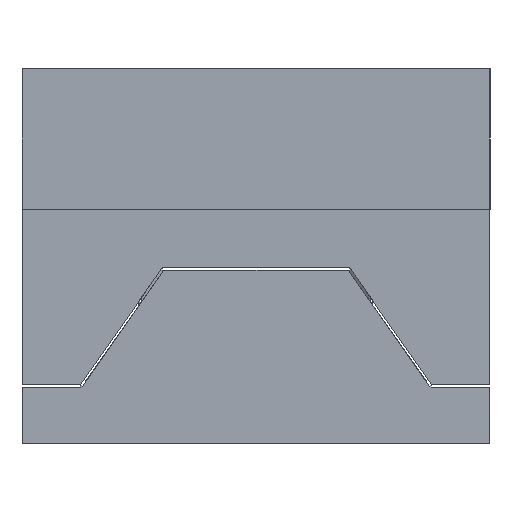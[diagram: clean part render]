
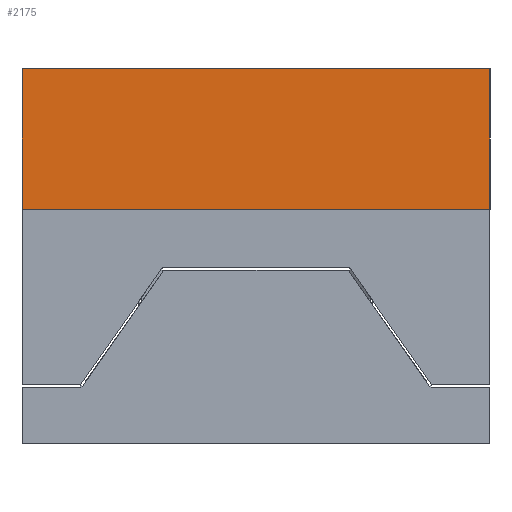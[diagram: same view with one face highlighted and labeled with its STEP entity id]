
A CAD part, left-side view. The second image highlights one B-rep face of the part: STEP entity #2175.
In plain terms, the highlighted planar face has unit normal (-1, 0, 0).
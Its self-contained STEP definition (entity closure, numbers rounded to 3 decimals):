
#95=PLANE('',#2312);
#203=FACE_OUTER_BOUND('',#323,.T.);
#323=EDGE_LOOP('',(#1815,#1816,#1817,#1818));
#544=LINE('',#3260,#835);
#547=LINE('',#3267,#838);
#548=LINE('',#3268,#839);
#549=LINE('',#3269,#840);
#835=VECTOR('',#2666,10.);
#838=VECTOR('',#2671,10.);
#839=VECTOR('',#2672,10.);
#840=VECTOR('',#2673,10.);
#1096=VERTEX_POINT('',#3257);
#1097=VERTEX_POINT('',#3259);
#1099=VERTEX_POINT('',#3265);
#1100=VERTEX_POINT('',#3266);
#1352=EDGE_CURVE('',#1096,#1097,#544,.T.);
#1355=EDGE_CURVE('',#1099,#1100,#547,.T.);
#1356=EDGE_CURVE('',#1099,#1097,#548,.T.);
#1357=EDGE_CURVE('',#1100,#1096,#549,.T.);
#1815=ORIENTED_EDGE('',*,*,#1355,.F.);
#1816=ORIENTED_EDGE('',*,*,#1356,.T.);
#1817=ORIENTED_EDGE('',*,*,#1352,.F.);
#1818=ORIENTED_EDGE('',*,*,#1357,.F.);
#2175=ADVANCED_FACE('',(#203),#95,.T.);
#2312=AXIS2_PLACEMENT_3D('',#3264,#2669,#2670);
#2666=DIRECTION('',(0.,-1.,0.));
#2669=DIRECTION('center_axis',(-1.,0.,0.));
#2670=DIRECTION('ref_axis',(0.,-1.,0.));
#2671=DIRECTION('',(0.,1.,0.));
#2672=DIRECTION('',(0.,0.,1.));
#2673=DIRECTION('',(0.,0.,1.));
#3257=CARTESIAN_POINT('',(-25.05,50.,16.));
#3259=CARTESIAN_POINT('',(-25.05,30.,16.));
#3260=CARTESIAN_POINT('',(-25.05,30.,16.));
#3264=CARTESIAN_POINT('Origin',(-25.05,50.,10.));
#3265=CARTESIAN_POINT('',(-25.05,30.,10.));
#3266=CARTESIAN_POINT('',(-25.05,50.,10.));
#3267=CARTESIAN_POINT('',(-25.05,45.,10.));
#3268=CARTESIAN_POINT('',(-25.05,30.,10.));
#3269=CARTESIAN_POINT('',(-25.05,50.,10.));
